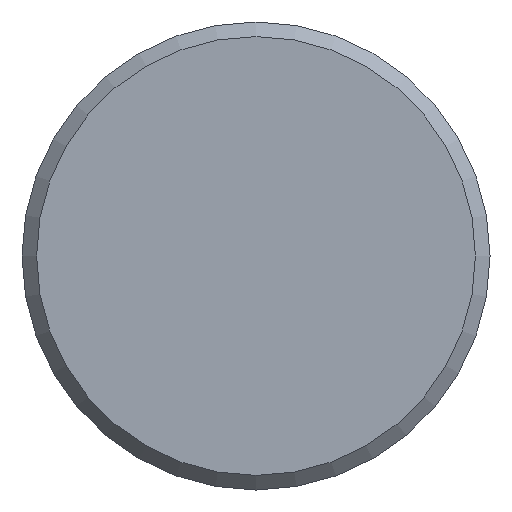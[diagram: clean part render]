
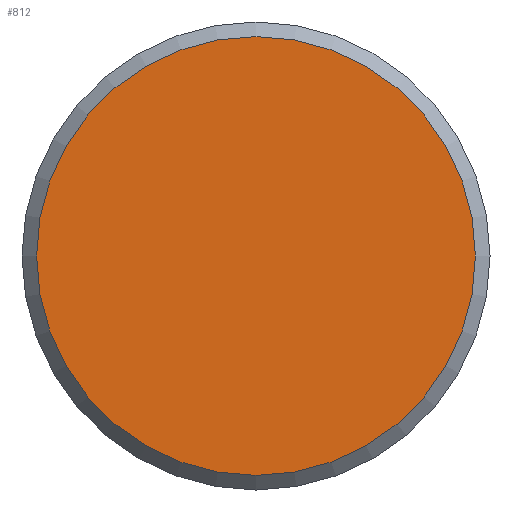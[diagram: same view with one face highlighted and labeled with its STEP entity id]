
A CAD part, front view. The second image highlights one B-rep face of the part: STEP entity #812.
In plain terms, the highlighted planar face has unit normal (0, -1, 0).
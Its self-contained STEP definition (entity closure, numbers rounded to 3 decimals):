
#58=PLANE('',#937);
#104=FACE_OUTER_BOUND('',#166,.T.);
#166=EDGE_LOOP('',(#668));
#225=CIRCLE('',#931,15.);
#374=VERTEX_POINT('',#1490);
#472=EDGE_CURVE('',#374,#374,#225,.T.);
#668=ORIENTED_EDGE('',*,*,#472,.F.);
#812=ADVANCED_FACE('',(#104),#58,.T.);
#931=AXIS2_PLACEMENT_3D('',#1491,#1169,#1170);
#937=AXIS2_PLACEMENT_3D('',#1503,#1183,#1184);
#1169=DIRECTION('center_axis',(0.,1.,0.));
#1170=DIRECTION('ref_axis',(-1.,0.,0.));
#1183=DIRECTION('center_axis',(0.,-1.,0.));
#1184=DIRECTION('ref_axis',(0.,0.,-1.));
#1490=CARTESIAN_POINT('',(15.,0.,0.));
#1491=CARTESIAN_POINT('Origin',(0.,0.,
0.));
#1503=CARTESIAN_POINT('Origin',(8.,0.,0.));
